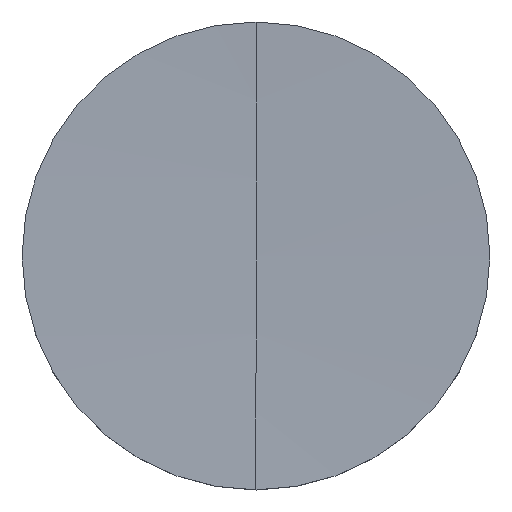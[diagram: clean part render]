
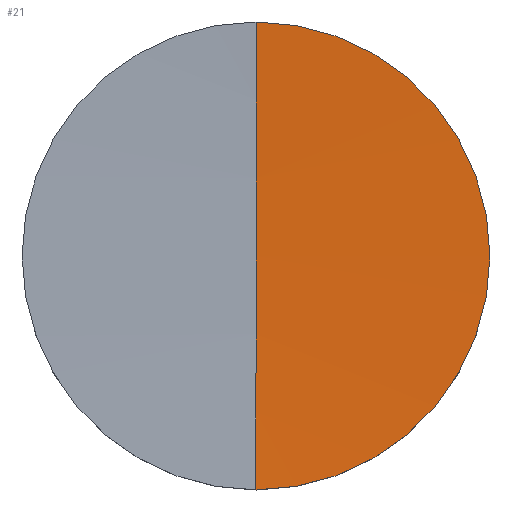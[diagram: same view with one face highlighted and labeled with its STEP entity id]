
A CAD part, top view. The second image highlights one B-rep face of the part: STEP entity #21.
In plain terms, the highlighted spherical face has radius 367.49 mm.
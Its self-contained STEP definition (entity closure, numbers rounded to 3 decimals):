
#9 = ORIENTED_EDGE ( 'NONE', *, *, #226, .T. ) ;
#11 = ORIENTED_EDGE ( 'NONE', *, *, #19, .F. ) ;
#13 = EDGE_LOOP ( 'NONE', ( #11, #18, #9 ) ) ;
#14 = VERTEX_POINT ( 'NONE', #32 ) ;
#18 = ORIENTED_EDGE ( 'NONE', *, *, #20, .T. ) ;
#19 = EDGE_CURVE ( 'NONE', #14, #224, #52, .T. ) ;
#20 = EDGE_CURVE ( 'NONE', #14, #227, #47, .T. ) ;
#21 = ADVANCED_FACE ( 'NONE', ( #60 ), #59, .F. ) ;
#32 = CARTESIAN_POINT ( 'NONE',  ( 0., 0., 2. ) ) ;
#47 = CIRCLE ( 'NONE', #63, 367.49 ) ;
#48 = DIRECTION ( 'NONE',  ( 0., 0., -1. ) ) ;
#49 = DIRECTION ( 'NONE',  ( 1., 0., 0. ) ) ;
#50 = CARTESIAN_POINT ( 'NONE',  ( 0., 0., 369.49 ) ) ;
#51 = AXIS2_PLACEMENT_3D ( 'NONE', #50, #49, #48 ) ;
#52 = CIRCLE ( 'NONE', #51, 367.49 ) ;
#53 = CARTESIAN_POINT ( 'NONE',  ( 0., 0., 369.49 ) ) ;
#54 = DIRECTION ( 'NONE',  ( 0., 1., 0. ) ) ;
#55 = DIRECTION ( 'NONE',  ( -1., 0., 0. ) ) ;
#56 = CARTESIAN_POINT ( 'NONE',  ( 0., 0., 369.49 ) ) ;
#57 = AXIS2_PLACEMENT_3D ( 'NONE', #56, #55, #54 ) ;
#59 = SPHERICAL_SURFACE ( 'NONE', #57, 367.49 ) ;
#60 = FACE_OUTER_BOUND ( 'NONE', #13, .T. ) ;
#61 = DIRECTION ( 'NONE',  ( 0., -1., 0. ) ) ;
#62 = DIRECTION ( 'NONE',  ( -1., 0., 0. ) ) ;
#63 = AXIS2_PLACEMENT_3D ( 'NONE', #53, #62, #61 ) ;
#72 = CARTESIAN_POINT ( 'NONE',  ( 0., -12.7, 2.22 ) ) ;
#102 = DIRECTION ( 'NONE',  ( 0., -1., 0. ) ) ;
#103 = DIRECTION ( 'NONE',  ( 0., 0., 1. ) ) ;
#104 = CARTESIAN_POINT ( 'NONE',  ( 0., 0., 2.22 ) ) ;
#105 = AXIS2_PLACEMENT_3D ( 'NONE', #104, #103, #102 ) ;
#106 = CIRCLE ( 'NONE', #105, 12.7 ) ;
#192 = CARTESIAN_POINT ( 'NONE',  ( 0., 12.7, 2.22 ) ) ;
#224 = VERTEX_POINT ( 'NONE', #192 ) ;
#226 = EDGE_CURVE ( 'NONE', #227, #224, #106, .T. ) ;
#227 = VERTEX_POINT ( 'NONE', #72 ) ;
